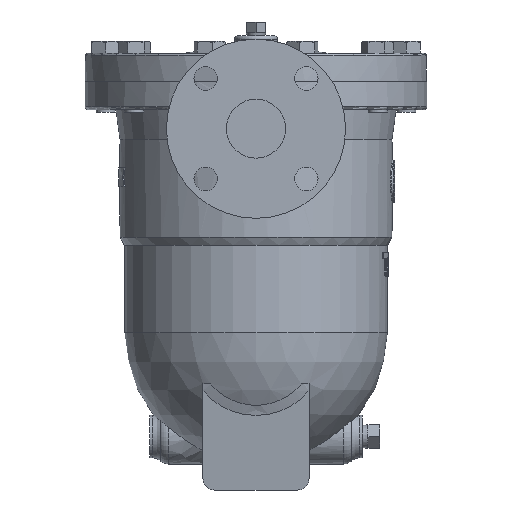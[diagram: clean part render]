
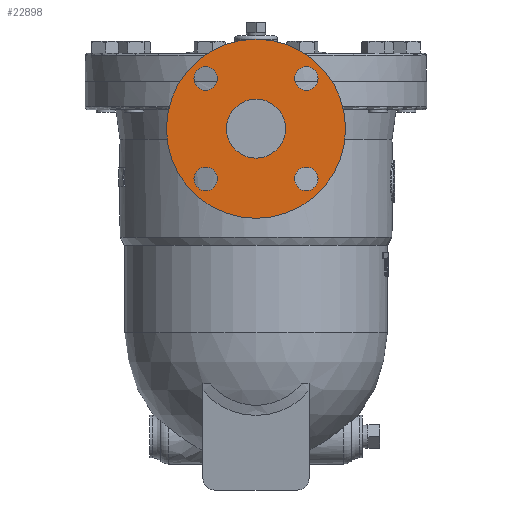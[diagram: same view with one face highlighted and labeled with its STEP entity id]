
A CAD part, left-side view. The second image highlights one B-rep face of the part: STEP entity #22898.
In plain terms, the highlighted planar face has unit normal (-1, 0, 0).
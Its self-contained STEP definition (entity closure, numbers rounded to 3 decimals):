
#22662=CARTESIAN_POINT('',(-191.0,0.0,36.));
#22663=VERTEX_POINT('',#22662);
#22664=CARTESIAN_POINT('',(-191.0,0.0,-40.));
#22665=DIRECTION('',(-1.0,0.0,0.0));
#22666=DIRECTION('',(0.0,0.0,1.0));
#22667=AXIS2_PLACEMENT_3D('',#22664,#22665,#22666);
#22668=CIRCLE('',#22667,76.0);
#22669=EDGE_CURVE('',#22663,#22663,#22668,.T.);
#22731=CARTESIAN_POINT('',(-191.,-42.639,-92.639));
#22732=VERTEX_POINT('',#22731);
#22733=CARTESIAN_POINT('',(-191.,-42.639,-82.639));
#22734=DIRECTION('',(1.0,0.0,0.0));
#22735=DIRECTION('',(0.0,0.0,-1.0));
#22736=AXIS2_PLACEMENT_3D('',#22733,#22734,#22735);
#22737=CIRCLE('',#22736,10.0);
#22738=EDGE_CURVE('',#22732,#22732,#22737,.T.);
#22843=CARTESIAN_POINT('',(-191.0,0.0,-2.));
#22844=DIRECTION('',(-1.0,0.0,0.0));
#22845=DIRECTION('',(0.0,0.0,1.0));
#22846=AXIS2_PLACEMENT_3D('',#22843,#22844,#22845);
#22847=PLANE('',#22846);
#22848=ORIENTED_EDGE('',*,*,#22669,.T.);
#22849=EDGE_LOOP('',(#22848));
#22850=FACE_OUTER_BOUND('',#22849,.T.);
#22851=CARTESIAN_POINT('',(-191.0,0.,-15.));
#22852=VERTEX_POINT('',#22851);
#22853=CARTESIAN_POINT('',(-191.0,0.0,-40.));
#22854=DIRECTION('',(1.0,0.0,0.0));
#22855=DIRECTION('',(0.0,0.0,-1.0));
#22856=AXIS2_PLACEMENT_3D('',#22853,#22854,#22855);
#22857=CIRCLE('',#22856,25.0);
#22858=EDGE_CURVE('',#22852,#22852,#22857,.T.);
#22859=ORIENTED_EDGE('',*,*,#22858,.T.);
#22860=EDGE_LOOP('',(#22859));
#22861=FACE_BOUND('',#22860,.T.);
#22862=CARTESIAN_POINT('',(-191.,52.639,-82.639));
#22863=VERTEX_POINT('',#22862);
#22864=CARTESIAN_POINT('',(-191.,42.639,-82.639));
#22865=DIRECTION('',(1.0,0.0,0.0));
#22866=DIRECTION('',(0.0,1.0,0.0));
#22867=AXIS2_PLACEMENT_3D('',#22864,#22865,#22866);
#22868=CIRCLE('',#22867,10.0);
#22869=EDGE_CURVE('',#22863,#22863,#22868,.T.);
#22870=ORIENTED_EDGE('',*,*,#22869,.T.);
#22871=EDGE_LOOP('',(#22870));
#22872=FACE_BOUND('',#22871,.T.);
#22873=CARTESIAN_POINT('',(-191.0,42.639,12.639));
#22874=VERTEX_POINT('',#22873);
#22875=CARTESIAN_POINT('',(-191.0,42.639,2.639));
#22876=DIRECTION('',(1.0,0.0,0.0));
#22877=DIRECTION('',(0.0,0.0,1.0));
#22878=AXIS2_PLACEMENT_3D('',#22875,#22876,#22877);
#22879=CIRCLE('',#22878,10.0);
#22880=EDGE_CURVE('',#22874,#22874,#22879,.T.);
#22881=ORIENTED_EDGE('',*,*,#22880,.T.);
#22882=EDGE_LOOP('',(#22881));
#22883=FACE_BOUND('',#22882,.T.);
#22884=CARTESIAN_POINT('',(-191.0,-52.639,2.639));
#22885=VERTEX_POINT('',#22884);
#22886=CARTESIAN_POINT('',(-191.0,-42.639,2.639));
#22887=DIRECTION('',(1.0,0.0,0.0));
#22888=DIRECTION('',(0.0,-1.0,0.0));
#22889=AXIS2_PLACEMENT_3D('',#22886,#22887,#22888);
#22890=CIRCLE('',#22889,10.0);
#22891=EDGE_CURVE('',#22885,#22885,#22890,.T.);
#22892=ORIENTED_EDGE('',*,*,#22891,.T.);
#22893=EDGE_LOOP('',(#22892));
#22894=FACE_BOUND('',#22893,.T.);
#22895=ORIENTED_EDGE('',*,*,#22738,.T.);
#22896=EDGE_LOOP('',(#22895));
#22897=FACE_BOUND('',#22896,.T.);
#22898=ADVANCED_FACE('',(#22850,#22861,#22872,#22883,#22894,#22897),#22847,.T.);
